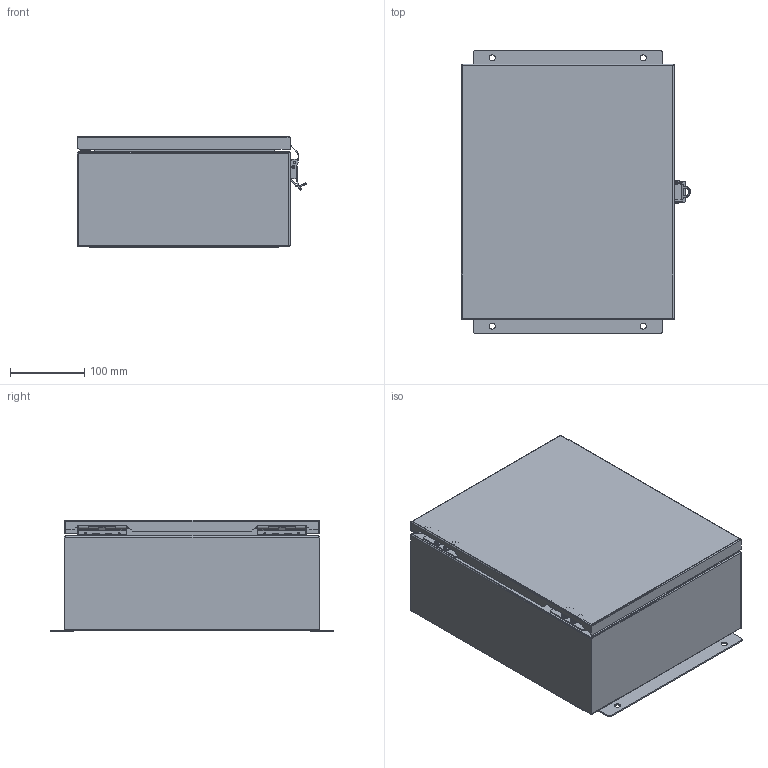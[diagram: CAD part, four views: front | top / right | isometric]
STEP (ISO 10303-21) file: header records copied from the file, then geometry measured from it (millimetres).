
FILE_DESCRIPTION (( 'STEP AP214' ), '1' );
FILE_NAME ('NBSS121006-KIT.step', '2020-03-18T18:53:53', ( '' ), ( '' ), 'SwSTEP 2.0', 'SolidWorks 2018', '' );
FILE_SCHEMA (( 'AUTOMOTIVE_DESIGN' ));
Length unit declared in the file: inch
Products named in the file (22): NBSS_integra_csink wshr; NBSS121006_box; NBSS_integra_box brkt; NBSS_integra_box hinge; RIVET_SHORT_12DIA_1; NBSS121006_lid; NBSS121006; 9912562-82-10_1; NBSS121006-KIT; 91115A288_18-8 SS FF THD HEX STDF_91115A288; 97H9235-26300_1; XFS-0020_91735A827; NBSS121006_lid assy; NBSS_integra_hinge pin; NBSS_integra_fhscr_91771A830_10-32 x .62lg; NBSS121006_box assy; NBSS_integra_latch; L-COM-FLANGE_505152-FLANGE_1; XFW-0002; 10-32 stud^NBSS121006_box assy; RIVET_LONG_12DIA_1; HGX-NPLATE20
Assembly tree (45 placements, depth 5):
  NBSS121006-KIT
    NBSS121006
      NBSS121006_box assy
        NBSS121006_box
        NBSS_integra_box hinge  x2
        NBSS_integra_box brkt  x2
        NBSS_integra_hinge pin  x2
        NBSS_integra_fhscr_91771A830_10-32 x .62lg  x4
        NBSS_integra_csink wshr  x4
        NBSS_integra_latch
          9912562-82-10_1
          RIVET_LONG_12DIA_1
          RIVET_SHORT_12DIA_1  x2
        10-32 stud^NBSS121006_box assy  x4
        91115A288_18-8 SS FF THD HEX STDF_91115A288  x4
        L-COM-FLANGE_505152-FLANGE_1  x2
      NBSS121006_lid assy
        NBSS121006_lid
        97H9235-26300_1  x2
    HGX-NPLATE20
    XFW-0002  x4
    XFS-0020_91735A827  x4
Bounding box: 307.97 x 381 x 149.89 mm (x, y, z)
Volume: 870958.5 mm3; surface area: 1057929.8 mm2
Topology: 45 solids, 45 shells, 2092 faces, 5696 edges, 3706 vertices
Faces by surface type: cylinder 1075, plane 689, cone 216, bspline 84, torus 20, sphere 8
Entity records: 40256 total; most frequent: CARTESIAN_POINT 15238, ORIENTED_EDGE 4974, DIRECTION 4518, EDGE_CURVE 2487, VERTEX_POINT 1614, AXIS2_PLACEMENT_3D 1613, VECTOR 1292, LINE 1292
